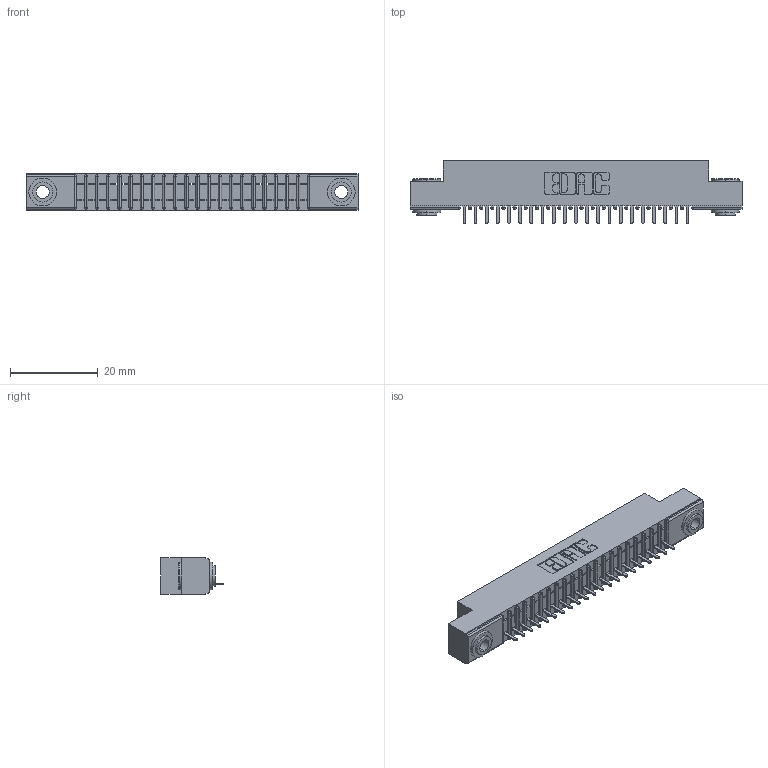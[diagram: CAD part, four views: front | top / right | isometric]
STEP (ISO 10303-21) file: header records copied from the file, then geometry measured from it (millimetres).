
FILE_DESCRIPTION (( 'STEP AP203' ), '1' );
FILE_NAME ('341-021-520-103.STEP', '2018-08-06T17:03:13', ( '' ), ( '' ), 'SwSTEP 2.0', 'SolidWorks 2016', '' );
FILE_SCHEMA (( 'CONFIG_CONTROL_DESIGN' ));
Length unit declared in the file: inch
Products named in the file (4): 345-250-002_345-250-002-102; 341-021-520-103; 341 Part_.156 (3.96) Dia Mounting Holes; 341-292-001_341-292-120
Assembly tree (24 placements, depth 2):
  341-021-520-103
    341 Part_.156 (3.96) Dia Mounting Holes
    341-292-001_341-292-120  x21
    345-250-002_345-250-002-102  x2
Bounding box: 75.56 x 14.27 x 8.38 mm (x, y, z)
Volume: 4156.6 mm3; surface area: 7820 mm2
Topology: 24 solids, 24 shells, 1890 faces, 5405 edges, 3470 vertices
Faces by surface type: plane 1163, cylinder 635, sphere 44, torus 40, cone 8
Entity records: 28605 total; most frequent: CARTESIAN_POINT 4827, ORIENTED_EDGE 4806, DIRECTION 4693, EDGE_CURVE 2403, LINE 1909, VECTOR 1909, VERTEX_POINT 1526, AXIS2_PLACEMENT_3D 1392
